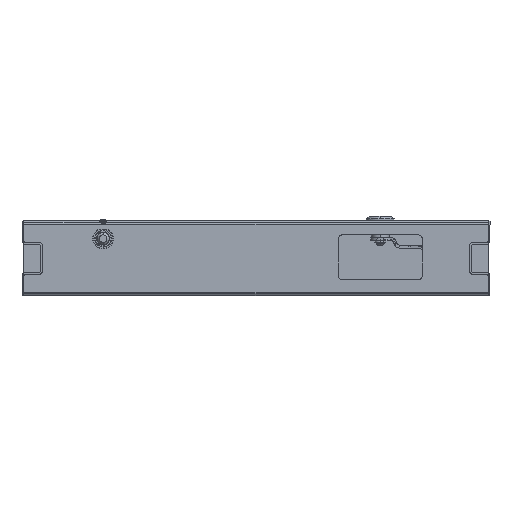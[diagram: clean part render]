
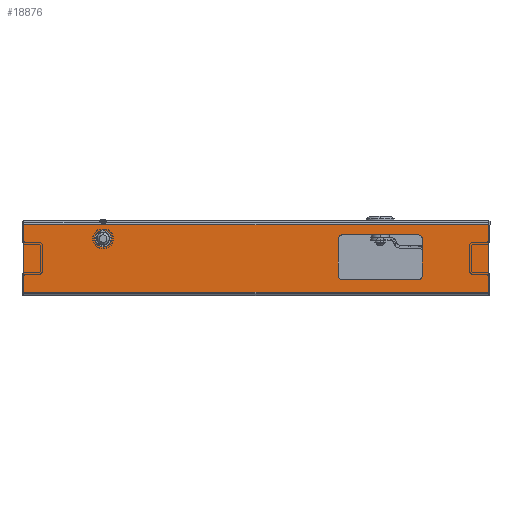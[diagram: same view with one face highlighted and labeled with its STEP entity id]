
A CAD part, front view. The second image highlights one B-rep face of the part: STEP entity #18876.
In plain terms, the highlighted planar face has unit normal (0, -1, 0).
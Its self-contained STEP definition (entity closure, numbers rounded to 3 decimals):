
#477 = EDGE_LOOP ( 'NONE', ( #31348, #16586, #39905, #55866, #42720, #29680, #31683, #17108 ) ) ;
#983 = CIRCLE ( 'NONE', #23973, 5. ) ;
#1207 = EDGE_CURVE ( 'NONE', #4374, #55773, #983, .T. ) ;
#1549 = VERTEX_POINT ( 'NONE', #38788 ) ;
#2181 = EDGE_CURVE ( 'NONE', #13716, #14658, #16273, .T. ) ;
#2571 = VERTEX_POINT ( 'NONE', #50005 ) ;
#2758 = EDGE_CURVE ( 'NONE', #7662, #10401, #29416, .T. ) ;
#3004 = CIRCLE ( 'NONE', #41040, 9. ) ;
#3079 = VECTOR ( 'NONE', #29981, 1000. ) ;
#3398 = ORIENTED_EDGE ( 'NONE', *, *, #26597, .F. ) ;
#3560 = CARTESIAN_POINT ( 'NONE',  ( -18., 0., -420. ) ) ;
#4072 = DIRECTION ( 'NONE',  ( 0., -1., 0. ) ) ;
#4207 = VERTEX_POINT ( 'NONE', #21822 ) ;
#4374 = VERTEX_POINT ( 'NONE', #8957 ) ;
#5098 = VECTOR ( 'NONE', #7790, 1000. ) ;
#5438 = CARTESIAN_POINT ( 'NONE',  ( 30., 0., -84.5 ) ) ;
#5845 = FACE_BOUND ( 'NONE', #477, .T. ) ;
#6551 = DIRECTION ( 'NONE',  ( 1., 0., 0. ) ) ;
#6593 = CARTESIAN_POINT ( 'NONE',  ( 20., 0., -335. ) ) ;
#7364 = CARTESIAN_POINT ( 'NONE',  ( 12., 0., -84.5 ) ) ;
#7495 = CARTESIAN_POINT ( 'NONE',  ( -23., 0., -420. ) ) ;
#7662 = VERTEX_POINT ( 'NONE', #5438 ) ;
#7790 = DIRECTION ( 'NONE',  ( 1., 0., 0. ) ) ;
#8250 = AXIS2_PLACEMENT_3D ( 'NONE', #55861, #11317, #46888 ) ;
#8957 = CARTESIAN_POINT ( 'NONE',  ( 20., 0., -425. ) ) ;
#9226 = ORIENTED_EDGE ( 'NONE', *, *, #36809, .F. ) ;
#9782 = DIRECTION ( 'NONE',  ( 1., 0., 0. ) ) ;
#10401 = VERTEX_POINT ( 'NONE', #7364 ) ;
#10523 = CARTESIAN_POINT ( 'NONE',  ( 25., 0., -420. ) ) ;
#11317 = DIRECTION ( 'NONE',  ( 0., -1., 0. ) ) ;
#11688 = AXIS2_PLACEMENT_3D ( 'NONE', #28942, #55431, #6551 ) ;
#12039 = VERTEX_POINT ( 'NONE', #14898 ) ;
#12163 = DIRECTION ( 'NONE',  ( 0., 0., -1. ) ) ;
#12403 = LINE ( 'NONE', #10523, #47897 ) ;
#12848 = CARTESIAN_POINT ( 'NONE',  ( -36., 0., -495. ) ) ;
#13148 = EDGE_CURVE ( 'NONE', #14658, #1549, #35200, .T. ) ;
#13716 = VERTEX_POINT ( 'NONE', #56390 ) ;
#14658 = VERTEX_POINT ( 'NONE', #19106 ) ;
#14898 = CARTESIAN_POINT ( 'NONE',  ( -23., 0., -340. ) ) ;
#15675 = CARTESIAN_POINT ( 'NONE',  ( 25., 0., -340. ) ) ;
#15982 = ORIENTED_EDGE ( 'NONE', *, *, #2758, .F. ) ;
#16273 = LINE ( 'NONE', #38900, #5098 ) ;
#16554 = CARTESIAN_POINT ( 'NONE',  ( 36., 0., -495. ) ) ;
#16586 = ORIENTED_EDGE ( 'NONE', *, *, #49386, .F. ) ;
#16928 = AXIS2_PLACEMENT_3D ( 'NONE', #3560, #52016, #38926 ) ;
#17108 = ORIENTED_EDGE ( 'NONE', *, *, #43025, .F. ) ;
#17677 = DIRECTION ( 'NONE',  ( 1., 0., 0. ) ) ;
#17787 = PLANE ( 'NONE',  #42196 ) ;
#18519 = VERTEX_POINT ( 'NONE', #25188 ) ;
#18876 = ADVANCED_FACE ( 'NONE', ( #45529, #5845, #46938 ), #17787, .T. ) ;
#19106 = CARTESIAN_POINT ( 'NONE',  ( 36., 0., -495. ) ) ;
#19209 = EDGE_CURVE ( 'NONE', #31463, #4207, #27410, .T. ) ;
#21822 = CARTESIAN_POINT ( 'NONE',  ( -18., 0., -335. ) ) ;
#22287 = CARTESIAN_POINT ( 'NONE',  ( 40., 0., -495. ) ) ;
#23973 = AXIS2_PLACEMENT_3D ( 'NONE', #41157, #36105, #36300 ) ;
#25188 = CARTESIAN_POINT ( 'NONE',  ( -18., 0., -425. ) ) ;
#26597 = EDGE_CURVE ( 'NONE', #13716, #2571, #47957, .T. ) ;
#27410 = LINE ( 'NONE', #42817, #3079 ) ;
#27610 = EDGE_LOOP ( 'NONE', ( #9226, #3398, #45215, #39948 ) ) ;
#27701 = CARTESIAN_POINT ( 'NONE',  ( 40., 0., 0. ) ) ;
#28942 = CARTESIAN_POINT ( 'NONE',  ( 21., 0., -84.5 ) ) ;
#28953 = LINE ( 'NONE', #7495, #46378 ) ;
#29416 = CIRCLE ( 'NONE', #11688, 9. ) ;
#29680 = ORIENTED_EDGE ( 'NONE', *, *, #40568, .F. ) ;
#29862 = VECTOR ( 'NONE', #48252, 1000. ) ;
#29869 = ORIENTED_EDGE ( 'NONE', *, *, #45851, .F. ) ;
#29981 = DIRECTION ( 'NONE',  ( -1., 0., 0. ) ) ;
#31112 = CARTESIAN_POINT ( 'NONE',  ( 20., 0., -340. ) ) ;
#31348 = ORIENTED_EDGE ( 'NONE', *, *, #38941, .F. ) ;
#31463 = VERTEX_POINT ( 'NONE', #6593 ) ;
#31683 = ORIENTED_EDGE ( 'NONE', *, *, #1207, .F. ) ;
#32377 = DIRECTION ( 'NONE',  ( 1., 0., 0. ) ) ;
#35200 = LINE ( 'NONE', #16554, #47053 ) ;
#36105 = DIRECTION ( 'NONE',  ( 0., -1., 0. ) ) ;
#36300 = DIRECTION ( 'NONE',  ( 1., 0., 0. ) ) ;
#36809 = EDGE_CURVE ( 'NONE', #2571, #1549, #48028, .T. ) ;
#37520 = DIRECTION ( 'NONE',  ( 0., 0., 1. ) ) ;
#38293 = VECTOR ( 'NONE', #32377, 1000. ) ;
#38788 = CARTESIAN_POINT ( 'NONE',  ( 36., 0., 0. ) ) ;
#38900 = CARTESIAN_POINT ( 'NONE',  ( 40., 0., -495. ) ) ;
#38926 = DIRECTION ( 'NONE',  ( -1., 0., 0. ) ) ;
#38941 = EDGE_CURVE ( 'NONE', #56181, #18519, #42889, .T. ) ;
#39076 = DIRECTION ( 'NONE',  ( 0., 0., 1. ) ) ;
#39079 = CIRCLE ( 'NONE', #8250, 5. ) ;
#39126 = DIRECTION ( 'NONE',  ( 0., -1., 0. ) ) ;
#39887 = CARTESIAN_POINT ( 'NONE',  ( -23., 0., -420. ) ) ;
#39905 = ORIENTED_EDGE ( 'NONE', *, *, #46472, .F. ) ;
#39948 = ORIENTED_EDGE ( 'NONE', *, *, #13148, .T. ) ;
#40568 = EDGE_CURVE ( 'NONE', #55773, #49318, #12403, .T. ) ;
#41040 = AXIS2_PLACEMENT_3D ( 'NONE', #52423, #39126, #43417 ) ;
#41157 = CARTESIAN_POINT ( 'NONE',  ( 20., 0., -420. ) ) ;
#41659 = CARTESIAN_POINT ( 'NONE',  ( -18., 0., -425. ) ) ;
#42196 = AXIS2_PLACEMENT_3D ( 'NONE', #22287, #53427, #49110 ) ;
#42532 = EDGE_LOOP ( 'NONE', ( #15982, #29869 ) ) ;
#42690 = LINE ( 'NONE', #41659, #57355 ) ;
#42720 = ORIENTED_EDGE ( 'NONE', *, *, #53326, .F. ) ;
#42817 = CARTESIAN_POINT ( 'NONE',  ( -18., 0., -335. ) ) ;
#42889 = CIRCLE ( 'NONE', #16928, 5. ) ;
#43025 = EDGE_CURVE ( 'NONE', #18519, #4374, #42690, .T. ) ;
#43417 = DIRECTION ( 'NONE',  ( 1., 0., 0. ) ) ;
#45215 = ORIENTED_EDGE ( 'NONE', *, *, #2181, .T. ) ;
#45529 = FACE_BOUND ( 'NONE', #42532, .T. ) ;
#45851 = EDGE_CURVE ( 'NONE', #10401, #7662, #3004, .T. ) ;
#46378 = VECTOR ( 'NONE', #12163, 1000. ) ;
#46472 = EDGE_CURVE ( 'NONE', #4207, #12039, #39079, .T. ) ;
#46888 = DIRECTION ( 'NONE',  ( 1., 0., 0. ) ) ;
#46938 = FACE_OUTER_BOUND ( 'NONE', #27610, .T. ) ;
#47053 = VECTOR ( 'NONE', #39076, 1000. ) ;
#47788 = AXIS2_PLACEMENT_3D ( 'NONE', #31112, #4072, #17677 ) ;
#47897 = VECTOR ( 'NONE', #37520, 1000. ) ;
#47957 = LINE ( 'NONE', #12848, #29862 ) ;
#48028 = LINE ( 'NONE', #27701, #38293 ) ;
#48252 = DIRECTION ( 'NONE',  ( 0., 0., 1. ) ) ;
#49110 = DIRECTION ( 'NONE',  ( 1., 0., 0. ) ) ;
#49318 = VERTEX_POINT ( 'NONE', #15675 ) ;
#49386 = EDGE_CURVE ( 'NONE', #12039, #56181, #28953, .T. ) ;
#50005 = CARTESIAN_POINT ( 'NONE',  ( -36., 0., 0. ) ) ;
#50376 = CIRCLE ( 'NONE', #47788, 5. ) ;
#52016 = DIRECTION ( 'NONE',  ( 0., -1., 0. ) ) ;
#52423 = CARTESIAN_POINT ( 'NONE',  ( 21., 0., -84.5 ) ) ;
#53326 = EDGE_CURVE ( 'NONE', #49318, #31463, #50376, .T. ) ;
#53427 = DIRECTION ( 'NONE',  ( 0., -1., 0. ) ) ;
#55169 = CARTESIAN_POINT ( 'NONE',  ( 25., 0., -420. ) ) ;
#55431 = DIRECTION ( 'NONE',  ( 0., -1., 0. ) ) ;
#55773 = VERTEX_POINT ( 'NONE', #55169 ) ;
#55861 = CARTESIAN_POINT ( 'NONE',  ( -18., 0., -340. ) ) ;
#55866 = ORIENTED_EDGE ( 'NONE', *, *, #19209, .F. ) ;
#56181 = VERTEX_POINT ( 'NONE', #39887 ) ;
#56390 = CARTESIAN_POINT ( 'NONE',  ( -36., 0., -495. ) ) ;
#57355 = VECTOR ( 'NONE', #9782, 1000. ) ;
